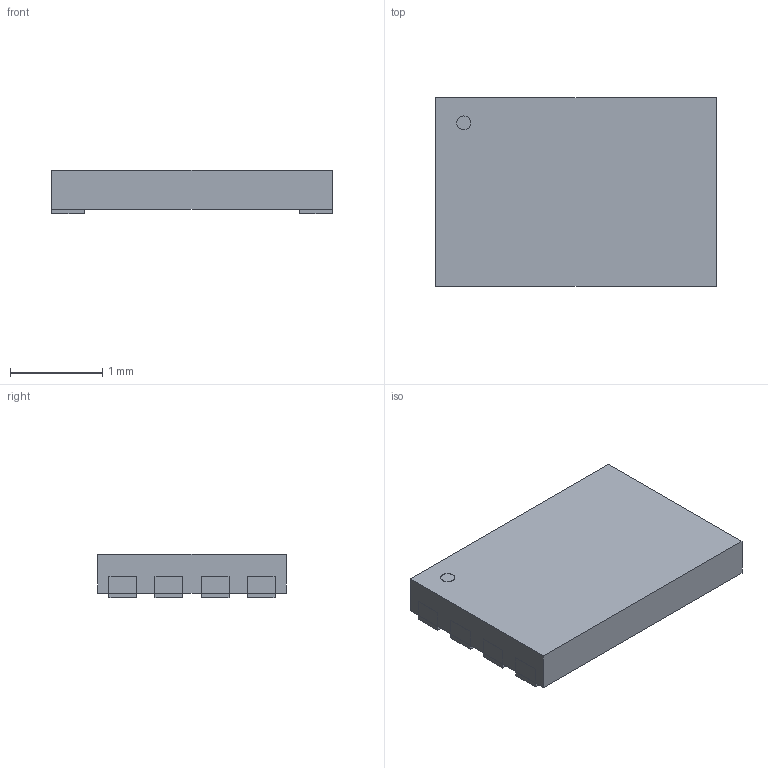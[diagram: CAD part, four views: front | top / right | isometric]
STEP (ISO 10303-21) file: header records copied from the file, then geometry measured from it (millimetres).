
FILE_DESCRIPTION(('FreeCAD Model'),'2;1');
FILE_NAME('Open CASCADE Shape Model','2024-08-16T09:43:04',('Author'),( ''),'Open CASCADE STEP processor 7.6','FreeCAD','Unknown');
FILE_SCHEMA(('AUTOMOTIVE_DESIGN { 1 0 10303 214 1 1 1 1 }'));
Length unit declared in the file: millimetre
Products named in the file (1): part
Bounding box: 3.05 x 2.05 x 0.48 mm (x, y, z)
Volume: 2.7 mm3; surface area: 20 mm2
Topology: 10 solids, 10 shells, 73 faces, 429 edges, 1230 vertices
Faces by surface type: plane 72, cylinder 1
Full cylindrical faces by diameter (mm): 0.152 x1
Entity records: 6084 total; most frequent: CARTESIAN_POINT 1740, DIRECTION 580, LINE 420, VECTOR 420, GEOMETRIC_CURVE_SET 287, ORIENTED_EDGE 286, TRIMMED_CURVE 286, PRESENTATION_STYLE_ASSIGNMENT 173
